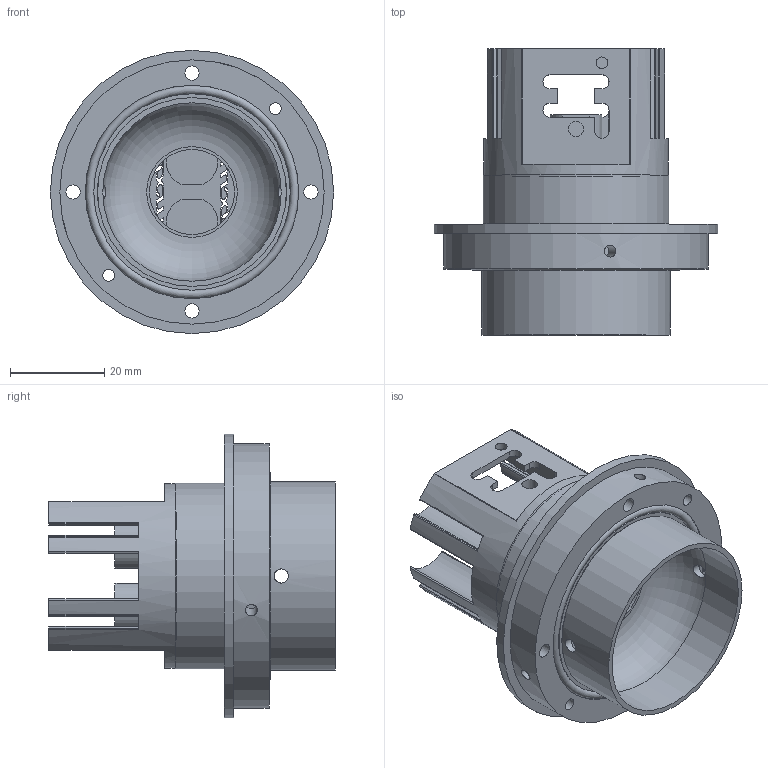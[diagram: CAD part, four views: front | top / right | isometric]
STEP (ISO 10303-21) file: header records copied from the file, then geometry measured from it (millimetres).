
FILE_DESCRIPTION (( 'STEP AP214' ), '1' );
FILE_NAME ('3482-40-F6W - Commerciale .STEP', '2022-01-14T13:13:00', ( '' ), ( '' ), 'SwSTEP 2.0', 'SolidWorks 2020', '' );
FILE_SCHEMA (( 'AUTOMOTIVE_DESIGN' ));
Length unit declared in the file: millimetre
Products named in the file (1): 3482-40-F6W - Commerciale 
Bounding box: 60 x 60.65 x 60 mm (x, y, z)
Surface area: 22187.8 mm2 (no closed solid volume)
Topology: 0 solids, 7 shells, 236 faces, 832 edges, 584 vertices
Faces by surface type: cylinder 129, plane 90, bspline 10, cone 4, torus 3
Full cylindrical faces by diameter (mm): 2.5 x6, 3 x6, 3.3 x2, 7 x1, 18 x1, 37.8 x1, 39 x1, 39.4 x1, 39.8 x1, 40 x1, 41.6 x1, 45.2 x1, 56 x1, 60 x1
Entity records: 12020 total; most frequent: CARTESIAN_POINT 2500, DIRECTION 1418, ORIENTED_EDGE 1379, EDGE_CURVE 780, VERTEX_POINT 572, AXIS2_PLACEMENT_3D 520, LINE 378, VECTOR 378
